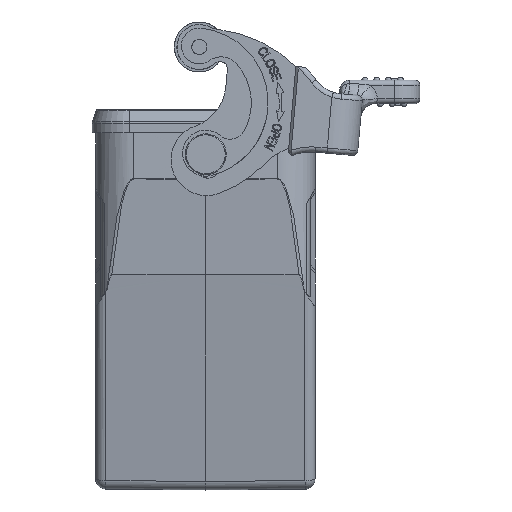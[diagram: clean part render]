
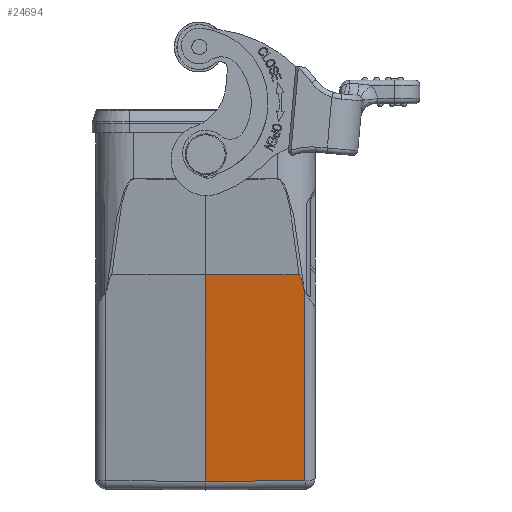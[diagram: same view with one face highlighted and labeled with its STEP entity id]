
A CAD part, left-side view. The second image highlights one B-rep face of the part: STEP entity #24694.
In plain terms, the highlighted planar face has unit normal (-0.987, -0.009, -0.16).
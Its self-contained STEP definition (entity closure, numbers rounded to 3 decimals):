
#3489=CARTESIAN_POINT('',(-27.646,-19.517,
-33.103));
#3490=CARTESIAN_POINT('',(-27.655,-19.488,
-33.053));
#3491=CARTESIAN_POINT('',(-27.671,-19.43,
-32.952));
#3492=CARTESIAN_POINT('',(-27.697,-19.346,
-32.806));
#3493=CARTESIAN_POINT('',(-27.71,-19.289,
-32.707));
#3494=CARTESIAN_POINT('',(-27.718,-19.261,
-32.658));
#3523=DIRECTION('',(-0.16,0.,0.987));
#3524=VECTOR('',#3523,37.533);
#3525=CARTESIAN_POINT('',(-21.628,-19.517,
-70.15));
#3526=LINE('',#3525,#3524);
#4151=DIRECTION('',(-0.16,0.,0.987));
#4152=VECTOR('',#4151,41.05);
#4153=CARTESIAN_POINT('',(-21.773,0.,
-70.321));
#4154=LINE('',#4153,#4152);
#4155=CARTESIAN_POINT('',(-28.196,-18.362,
-29.778));
#4156=CARTESIAN_POINT('',(-28.196,-18.383,
-29.777));
#4157=CARTESIAN_POINT('',(-28.193,-18.42,
-29.793));
#4158=CARTESIAN_POINT('',(-28.186,-18.47,
-29.839));
#4159=CARTESIAN_POINT('',(-28.176,-18.513,
-29.898));
#4160=CARTESIAN_POINT('',(-28.164,-18.554,
-29.968));
#4161=CARTESIAN_POINT('',(-28.151,-18.593,
-30.046));
#4162=CARTESIAN_POINT('',(-28.136,-18.631,
-30.134));
#4163=CARTESIAN_POINT('',(-28.12,-18.67,
-30.23));
#4164=CARTESIAN_POINT('',(-28.103,-18.708,
-30.336));
#4165=CARTESIAN_POINT('',(-28.084,-18.746,
-30.451));
#4166=CARTESIAN_POINT('',(-28.063,-18.785,
-30.577));
#4167=CARTESIAN_POINT('',(-28.04,-18.826,
-30.714));
#4168=CARTESIAN_POINT('',(-28.016,-18.866,
-30.862));
#4169=CARTESIAN_POINT('',(-27.989,-18.909,
-31.026));
#4170=CARTESIAN_POINT('',(-27.962,-18.95,
-31.192));
#4171=CARTESIAN_POINT('',(-27.938,-18.985,
-31.337));
#4172=CARTESIAN_POINT('',(-27.917,-19.014,
-31.466));
#4173=CARTESIAN_POINT('',(-27.898,-19.04,
-31.58));
#4174=CARTESIAN_POINT('',(-27.881,-19.062,
-31.683));
#4175=CARTESIAN_POINT('',(-27.865,-19.082,
-31.776));
#4176=CARTESIAN_POINT('',(-27.852,-19.099,
-31.86));
#4177=CARTESIAN_POINT('',(-27.839,-19.115,
-31.936));
#4178=CARTESIAN_POINT('',(-27.828,-19.129,
-32.006));
#4179=CARTESIAN_POINT('',(-27.817,-19.142,
-32.069));
#4180=CARTESIAN_POINT('',(-27.808,-19.154,
-32.127));
#4181=CARTESIAN_POINT('',(-27.799,-19.164,
-32.18));
#4182=CARTESIAN_POINT('',(-27.791,-19.173,
-32.229));
#4183=CARTESIAN_POINT('',(-27.784,-19.182,
-32.273));
#4184=CARTESIAN_POINT('',(-27.777,-19.19,
-32.314));
#4185=CARTESIAN_POINT('',(-27.771,-19.197,
-32.351));
#4186=CARTESIAN_POINT('',(-27.765,-19.204,
-32.385));
#4187=CARTESIAN_POINT('',(-27.76,-19.21,
-32.417));
#4188=CARTESIAN_POINT('',(-27.756,-19.215,
-32.445));
#4189=CARTESIAN_POINT('',(-27.751,-19.22,
-32.471));
#4190=CARTESIAN_POINT('',(-27.747,-19.224,
-32.495));
#4191=CARTESIAN_POINT('',(-27.744,-19.228,
-32.517));
#4192=CARTESIAN_POINT('',(-27.74,-19.232,
-32.537));
#4193=CARTESIAN_POINT('',(-27.737,-19.236,
-32.556));
#4194=CARTESIAN_POINT('',(-27.735,-19.239,
-32.574));
#4195=CARTESIAN_POINT('',(-27.732,-19.242,
-32.59));
#4196=CARTESIAN_POINT('',(-27.729,-19.245,
-32.606));
#4197=CARTESIAN_POINT('',(-27.727,-19.247,
-32.621));
#4198=CARTESIAN_POINT('',(-27.724,-19.251,
-32.635));
#4199=CARTESIAN_POINT('',(-27.723,-19.252,
-32.652));
#4200=CARTESIAN_POINT('',(-27.718,-19.257,
-32.657));
#4201=CARTESIAN_POINT('',(-27.718,-19.261,
-32.658));
#4203=DIRECTION('',(-0.007,1.,-0.009));
#4204=VECTOR('',#4203,19.519);
#4205=CARTESIAN_POINT('',(-21.628,-19.517,
-70.15));
#4206=LINE('',#4205,#4204);
#4238=DIRECTION('',(-0.009,1.,-0.001));
#4239=VECTOR('',#4238,18.363);
#4240=CARTESIAN_POINT('',(-28.196,-18.362,
-29.778));
#4241=LINE('',#4240,#4239);
#17447=CARTESIAN_POINT('',(-28.196,-18.362,
-29.778));
#17448=CARTESIAN_POINT('',(-28.355,0.,
-29.802));
#17449=VERTEX_POINT('',#17447);
#17450=VERTEX_POINT('',#17448);
#17451=VERTEX_POINT('',#3489);
#17452=VERTEX_POINT('',#3494);
#17453=CARTESIAN_POINT('',(-21.628,-19.517,
-70.15));
#17454=VERTEX_POINT('',#17453);
#17455=CARTESIAN_POINT('',(-21.773,0.,
-70.321));
#17456=VERTEX_POINT('',#17455);
#24679=CARTESIAN_POINT('',(-21.5,0.,-72.));
#24680=DIRECTION('',(-0.987,-0.009,-0.16));
#24681=DIRECTION('',(-0.16,0.,0.987));
#24682=AXIS2_PLACEMENT_3D('',#24679,#24680,#24681);
#24683=PLANE('',#24682);
#24684=ORIENTED_EDGE('',*,*,#24667,.T.);
#24686=ORIENTED_EDGE('',*,*,#24685,.F.);
#24688=ORIENTED_EDGE('',*,*,#24687,.T.);
#24689=ORIENTED_EDGE('',*,*,#23630,.F.);
#24690=ORIENTED_EDGE('',*,*,#23682,.F.);
#24691=ORIENTED_EDGE('',*,*,#24582,.T.);
#24692=EDGE_LOOP('',(#24684,#24686,#24688,#24689,#24690,#24691));
#24693=FACE_OUTER_BOUND('',#24692,.F.);
#24694=ADVANCED_FACE('',(#24693),#24683,.T.);
#3495=B_SPLINE_CURVE_WITH_KNOTS('',3,(#3489,#3490,#3491,#3492,#3493,#3494),
.UNSPECIFIED.,.F.,.F.,(4,1,1,4),(0.,0.333,0.667,1.),
.UNSPECIFIED.);
#4202=B_SPLINE_CURVE_WITH_KNOTS('',3,(#4155,#4156,#4157,#4158,#4159,#4160,#4161,
#4162,#4163,#4164,#4165,#4166,#4167,#4168,#4169,#4170,#4171,#4172,#4173,#4174,
#4175,#4176,#4177,#4178,#4179,#4180,#4181,#4182,#4183,#4184,#4185,#4186,#4187,
#4188,#4189,#4190,#4191,#4192,#4193,#4194,#4195,#4196,#4197,#4198,#4199,#4200,
#4201),.UNSPECIFIED.,.F.,.F.,(4,1,1,1,1,1,1,1,1,1,1,1,1,1,1,1,1,1,1,1,1,1,1,1,1,
1,1,1,1,1,1,1,1,1,1,1,1,1,1,1,1,1,1,1,4),(0.,0.023,
0.045,0.068,0.091,0.114,
0.136,0.159,0.182,0.205,
0.227,0.25,0.273,0.295,0.318,
0.341,0.364,0.386,0.409,
0.432,0.455,0.477,0.5,0.523,
0.545,0.568,0.591,0.614,
0.636,0.659,0.682,0.705,
0.727,0.75,0.773,0.795,0.818,
0.841,0.864,0.886,0.909,
0.932,0.955,0.977,1.),.UNSPECIFIED.);
#23630=EDGE_CURVE('',#17451,#17452,#3495,.T.);
#23682=EDGE_CURVE('',#17454,#17451,#3526,.T.);
#24582=EDGE_CURVE('',#17454,#17456,#4206,.T.);
#24667=EDGE_CURVE('',#17456,#17450,#4154,.T.);
#24685=EDGE_CURVE('',#17449,#17450,#4241,.T.);
#24687=EDGE_CURVE('',#17449,#17452,#4202,.T.);
